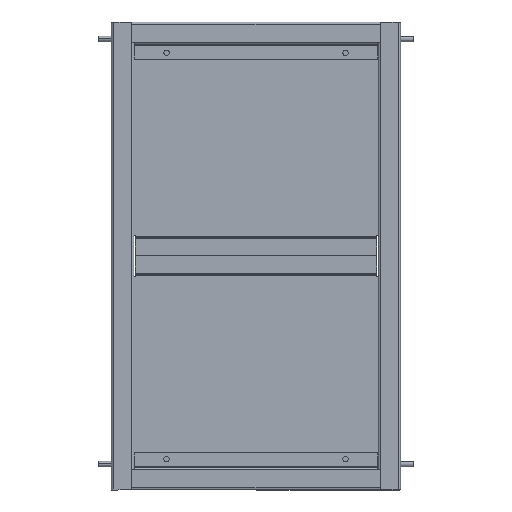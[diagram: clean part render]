
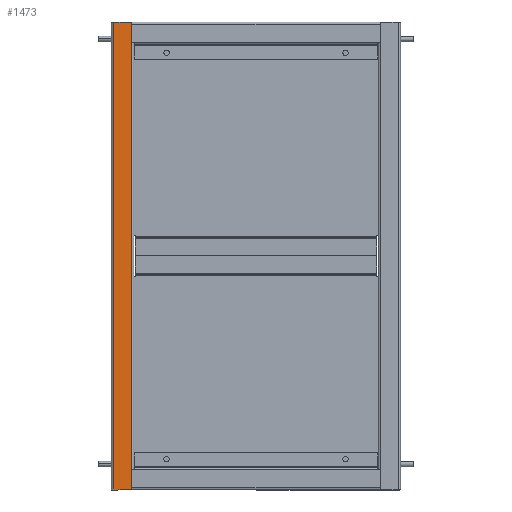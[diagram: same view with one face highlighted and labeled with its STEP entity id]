
A CAD part, front view. The second image highlights one B-rep face of the part: STEP entity #1473.
In plain terms, the highlighted planar face has unit normal (0, -1, 0).
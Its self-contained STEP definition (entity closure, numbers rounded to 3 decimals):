
#81 = CARTESIAN_POINT ( 'NONE',  ( 22.5, 0., -261.5 ) ) ;
#175 = ORIENTED_EDGE ( 'NONE', *, *, #1820, .T. ) ;
#199 = EDGE_CURVE ( 'NONE', #1716, #4404, #5102, .T. ) ;
#224 = VECTOR ( 'NONE', #2740, 1000. ) ;
#293 = LINE ( 'NONE', #4627, #4364 ) ;
#307 = CARTESIAN_POINT ( 'NONE',  ( 2.5, 0., 261.5 ) ) ;
#392 = LINE ( 'NONE', #2743, #1794 ) ;
#449 = VERTEX_POINT ( 'NONE', #4564 ) ;
#982 = VERTEX_POINT ( 'NONE', #3682 ) ;
#988 = ORIENTED_EDGE ( 'NONE', *, *, #1177, .F. ) ;
#1025 = FACE_OUTER_BOUND ( 'NONE', #2481, .T. ) ;
#1050 = VECTOR ( 'NONE', #4428, 1000. ) ;
#1143 = ORIENTED_EDGE ( 'NONE', *, *, #199, .T. ) ;
#1177 = EDGE_CURVE ( 'NONE', #1716, #2158, #392, .T. ) ;
#1267 = CARTESIAN_POINT ( 'NONE',  ( 2.5, 0., -261.5 ) ) ;
#1473 = ADVANCED_FACE ( 'NONE', ( #1025 ), #2187, .T. ) ;
#1685 = EDGE_CURVE ( 'NONE', #2158, #982, #3829, .T. ) ;
#1716 = VERTEX_POINT ( 'NONE', #307 ) ;
#1761 = EDGE_CURVE ( 'NONE', #2735, #449, #2840, .T. ) ;
#1794 = VECTOR ( 'NONE', #1923, 1000. ) ;
#1820 = EDGE_CURVE ( 'NONE', #449, #982, #4459, .T. ) ;
#1923 = DIRECTION ( 'NONE',  ( 1., 0., 0. ) ) ;
#2158 = VERTEX_POINT ( 'NONE', #4561 ) ;
#2187 = PLANE ( 'NONE',  #4836 ) ;
#2274 = DIRECTION ( 'NONE',  ( -1., 0., 0. ) ) ;
#2297 = CARTESIAN_POINT ( 'NONE',  ( 22.5, 0., -261.5 ) ) ;
#2332 = DIRECTION ( 'NONE',  ( 0., 0., -1. ) ) ;
#2481 = EDGE_LOOP ( 'NONE', ( #3753, #3227, #175, #3937, #988, #1143 ) ) ;
#2598 = DIRECTION ( 'NONE',  ( 0., 0., -1. ) ) ;
#2733 = EDGE_CURVE ( 'NONE', #2735, #4404, #293, .T. ) ;
#2735 = VERTEX_POINT ( 'NONE', #2297 ) ;
#2740 = DIRECTION ( 'NONE',  ( 0., 0., -1. ) ) ;
#2743 = CARTESIAN_POINT ( 'NONE',  ( 25., 0., 261.5 ) ) ;
#2840 = LINE ( 'NONE', #4040, #1050 ) ;
#3227 = ORIENTED_EDGE ( 'NONE', *, *, #1761, .T. ) ;
#3343 = DIRECTION ( 'NONE',  ( 0., -1., 0. ) ) ;
#3543 = DIRECTION ( 'NONE',  ( 0., 0., 1. ) ) ;
#3682 = CARTESIAN_POINT ( 'NONE',  ( 22.5, 0., 239. ) ) ;
#3704 = CARTESIAN_POINT ( 'NONE',  ( 0., 0., 0. ) ) ;
#3753 = ORIENTED_EDGE ( 'NONE', *, *, #2733, .F. ) ;
#3829 = LINE ( 'NONE', #4656, #4595 ) ;
#3932 = VECTOR ( 'NONE', #3543, 1000. ) ;
#3937 = ORIENTED_EDGE ( 'NONE', *, *, #1685, .F. ) ;
#4040 = CARTESIAN_POINT ( 'NONE',  ( 22.5, 0., -261.5 ) ) ;
#4364 = VECTOR ( 'NONE', #2274, 1000. ) ;
#4404 = VERTEX_POINT ( 'NONE', #1267 ) ;
#4428 = DIRECTION ( 'NONE',  ( 0., 0., 1. ) ) ;
#4459 = LINE ( 'NONE', #81, #3932 ) ;
#4561 = CARTESIAN_POINT ( 'NONE',  ( 22.5, 0., 261.5 ) ) ;
#4564 = CARTESIAN_POINT ( 'NONE',  ( 22.5, 0., -239. ) ) ;
#4595 = VECTOR ( 'NONE', #2332, 1000. ) ;
#4627 = CARTESIAN_POINT ( 'NONE',  ( 0., 0., -261.5 ) ) ;
#4656 = CARTESIAN_POINT ( 'NONE',  ( 22.5, 0., 261.5 ) ) ;
#4711 = CARTESIAN_POINT ( 'NONE',  ( 2.5, 0., 261.5 ) ) ;
#4836 = AXIS2_PLACEMENT_3D ( 'NONE', #3704, #3343, #2598 ) ;
#5102 = LINE ( 'NONE', #4711, #224 ) ;
